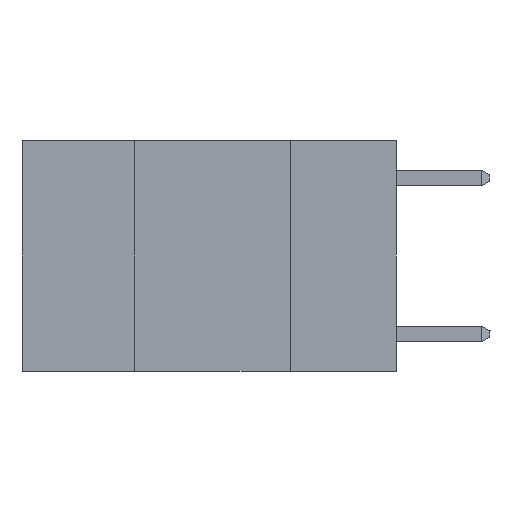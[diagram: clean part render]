
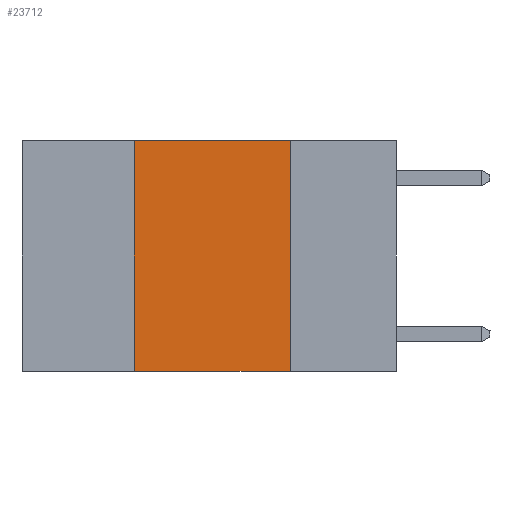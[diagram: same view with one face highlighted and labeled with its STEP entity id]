
A CAD part, left-side view. The second image highlights one B-rep face of the part: STEP entity #23712.
In plain terms, the highlighted planar face has unit normal (-1, 0, 0).
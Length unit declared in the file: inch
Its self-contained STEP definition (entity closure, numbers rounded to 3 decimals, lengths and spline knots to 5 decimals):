
#438 = PLANE ( 'NONE',  #22830 ) ;
#858 = CARTESIAN_POINT ( 'NONE',  ( 0., 0.6, 0. ) ) ;
#883 = FACE_OUTER_BOUND ( 'NONE', #7271, .T. ) ;
#1605 = VECTOR ( 'NONE', #6267, 39.37008 ) ;
#1939 = EDGE_CURVE ( 'NONE', #18609, #13376, #3314, .T. ) ;
#2379 = CARTESIAN_POINT ( 'NONE',  ( 0., 0.6, 0. ) ) ;
#2546 = CARTESIAN_POINT ( 'NONE',  ( 0., 0.17, 0. ) ) ;
#3280 = DIRECTION ( 'NONE',  ( 0., -1., 0. ) ) ;
#3314 = LINE ( 'NONE', #5211, #22920 ) ;
#3564 = CARTESIAN_POINT ( 'NONE',  ( 0., 0.17, 0. ) ) ;
#4125 = CARTESIAN_POINT ( 'NONE',  ( 0., 0.42, -0.37 ) ) ;
#4315 = DIRECTION ( 'NONE',  ( 1., 0., 0. ) ) ;
#4757 = VECTOR ( 'NONE', #10407, 39.37008 ) ;
#5211 = CARTESIAN_POINT ( 'NONE',  ( 0., 0.6, -0.37 ) ) ;
#5232 = CARTESIAN_POINT ( 'NONE',  ( 0., 0.17, -0.37 ) ) ;
#6267 = DIRECTION ( 'NONE',  ( 0., 0., 1. ) ) ;
#6282 = VERTEX_POINT ( 'NONE', #20907 ) ;
#7227 = EDGE_CURVE ( 'NONE', #17855, #13376, #17940, .T. ) ;
#7271 = EDGE_LOOP ( 'NONE', ( #9836, #10115, #10138, #10431 ) ) ;
#9003 = VECTOR ( 'NONE', #13980, 39.37008 ) ;
#9836 = ORIENTED_EDGE ( 'NONE', *, *, #7227, .F. ) ;
#10115 = ORIENTED_EDGE ( 'NONE', *, *, #15140, .F. ) ;
#10138 = ORIENTED_EDGE ( 'NONE', *, *, #11972, .F. ) ;
#10407 = DIRECTION ( 'NONE',  ( 0., -1., 0. ) ) ;
#10431 = ORIENTED_EDGE ( 'NONE', *, *, #1939, .T. ) ;
#10443 = LINE ( 'NONE', #858, #4757 ) ;
#11972 = EDGE_CURVE ( 'NONE', #18609, #6282, #21887, .T. ) ;
#13376 = VERTEX_POINT ( 'NONE', #5232 ) ;
#13980 = DIRECTION ( 'NONE',  ( 0., 0., -1. ) ) ;
#15140 = EDGE_CURVE ( 'NONE', #6282, #17855, #10443, .T. ) ;
#17656 = DIRECTION ( 'NONE',  ( 0., 0., -1. ) ) ;
#17690 = CARTESIAN_POINT ( 'NONE',  ( 0., 0.42, 0. ) ) ;
#17855 = VERTEX_POINT ( 'NONE', #3564 ) ;
#17940 = LINE ( 'NONE', #2546, #9003 ) ;
#18609 = VERTEX_POINT ( 'NONE', #4125 ) ;
#20907 = CARTESIAN_POINT ( 'NONE',  ( 0., 0.42, 0. ) ) ;
#21887 = LINE ( 'NONE', #17690, #1605 ) ;
#22830 = AXIS2_PLACEMENT_3D ( 'NONE', #2379, #4315, #17656 ) ;
#22920 = VECTOR ( 'NONE', #3280, 39.37008 ) ;
#23712 = ADVANCED_FACE ( 'NONE', ( #883 ), #438, .F. ) ;
